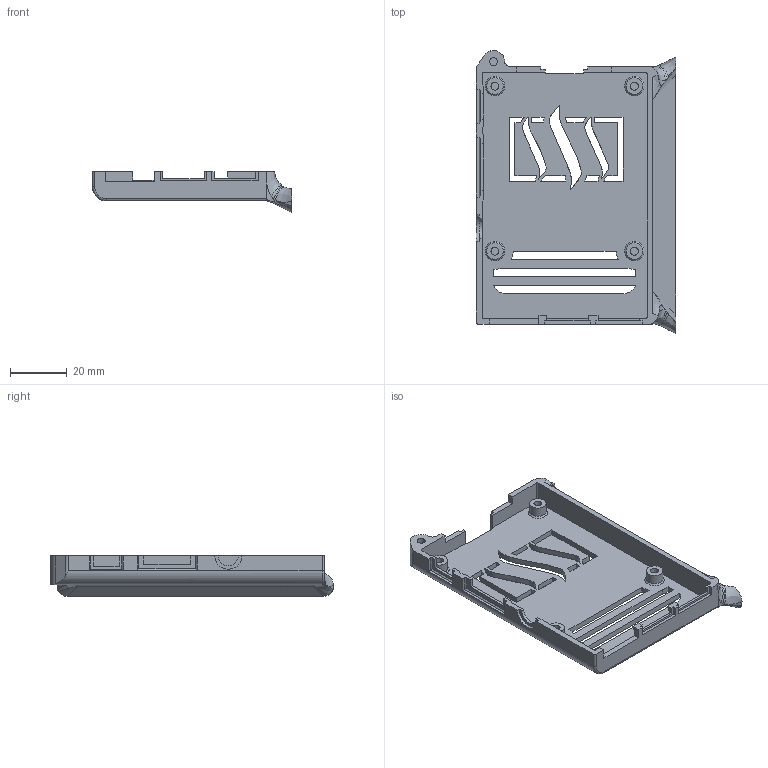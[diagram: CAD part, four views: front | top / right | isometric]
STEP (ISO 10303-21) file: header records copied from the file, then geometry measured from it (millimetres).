
FILE_DESCRIPTION(/* description */ (''),/* implementation_level */ '2;1');
FILE_NAME(/* name */ 'SteemPi Bottom Case Standing.step',/* time_stamp */ '2018-01-02T13:03:32-05:00',/* author */ (''),/* organization */ (''),/* preprocessor_version */ 'ST-DEVELOPER v16.13',/* originating_system */ 'Autodesk Translation Framework v6.5.0.72',/* authorisation */ '');
FILE_SCHEMA (('AUTOMOTIVE_DESIGN { 1 0 10303 214 3 1 1 }'));
Length unit declared in the file: millimetre
Products named in the file (2): rp3-bottom (circ vent); rpi3-bottom (no vent)
Assembly tree (1 placements, depth 2):
  rp3-bottom (circ vent)
    rpi3-bottom (no vent)
Bounding box: 70 x 99.45 x 14.3 mm (x, y, z)
Volume: 19043.5 mm3; surface area: 17807 mm2
Topology: 1 solids, 1 shells, 200 faces, 566 edges, 374 vertices
Faces by surface type: plane 124, cylinder 36, bspline 35, cone 4, torus 1
Full cylindrical faces by diameter (mm): 2.8 x5, 5.8 x4
Entity records: 8114 total; most frequent: CARTESIAN_POINT 3004, ORIENTED_EDGE 1126, DIRECTION 916, EDGE_CURVE 563, LINE 386, VECTOR 386, VERTEX_POINT 374, AXIS2_PLACEMENT_3D 265
